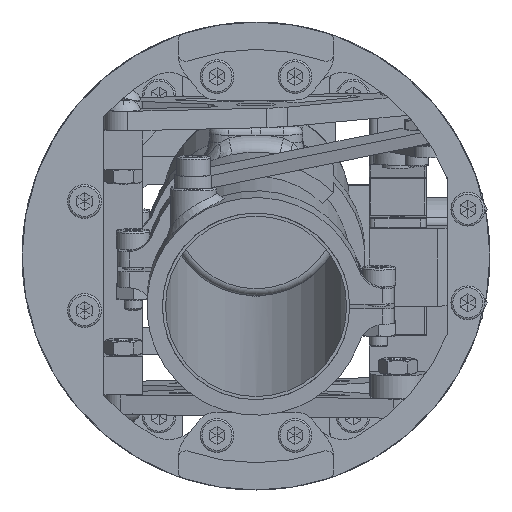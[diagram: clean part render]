
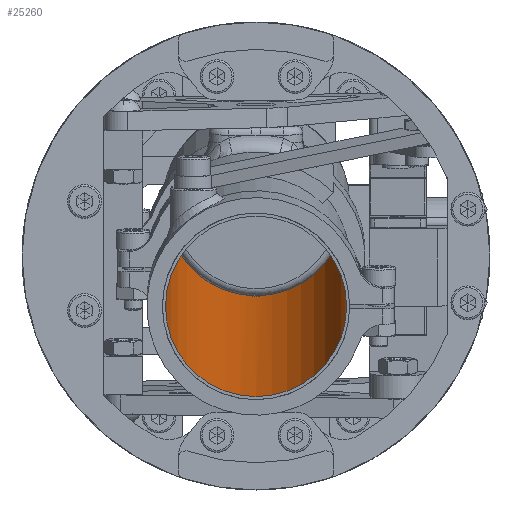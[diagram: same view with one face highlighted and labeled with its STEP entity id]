
A CAD part, front view. The second image highlights one B-rep face of the part: STEP entity #25260.
In plain terms, the highlighted cylindrical face has radius 14.75 mm (diameter 29.5 mm), a full revolution.
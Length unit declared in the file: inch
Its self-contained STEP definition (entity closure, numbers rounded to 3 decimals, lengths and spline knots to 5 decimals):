
#570=B_SPLINE_CURVE_WITH_KNOTS('',3,(#37554,#37555,#37556,#37557,#37558,
#37559,#37560,#37561,#37562,#37563,#37564,#37565,#37566,#37567,#37568,#37569,
#37570,#37571,#37572,#37573,#37574,#37575,#37576,#37577,#37578,#37579,#37580,
#37581,#37582,#37583,#37584,#37585,#37586,#37587,#37588,#37589),
 .UNSPECIFIED.,.T.,.F.,(4,2,2,2,2,2,2,2,2,2,2,2,2,2,2,2,2,4),(0.,0.06721,
0.13236,0.19999,0.26522,0.33242,
0.39772,0.46537,0.53077,0.59853,
0.66392,0.7322,0.79768,0.86524,
0.93069,0.99873,1.03608,1.07238),
 .UNSPECIFIED.);
#572=B_SPLINE_CURVE_WITH_KNOTS('',3,(#37697,#37698,#37699,#37700,#37701,
#37702,#37703,#37704,#37705,#37706,#37707,#37708,#37709,#37710,#37711,#37712,
#37713,#37714,#37715,#37716,#37717,#37718,#37719,#37720,#37721,#37722,#37723,
#37724,#37725,#37726,#37727,#37728,#37729,#37730,#37731,#37732),
 .UNSPECIFIED.,.T.,.F.,(4,2,2,2,2,2,2,2,2,2,2,2,2,2,2,2,2,4),(0.,0.06721,
0.13236,0.19999,0.26522,0.33242,
0.39772,0.46537,0.53077,0.59853,
0.66392,0.7322,0.79768,0.86524,0.93069,
0.99873,1.03608,1.07238),.UNSPECIFIED.);
#1227=FACE_BOUND('',#3816,.T.);
#1228=FACE_BOUND('',#3817,.T.);
#2355=FACE_OUTER_BOUND('',#3815,.T.);
#3815=EDGE_LOOP('',(#17392,#17393,#17394,#17395));
#3816=EDGE_LOOP('',(#17396));
#3817=EDGE_LOOP('',(#17397));
#5595=LINE('',#37778,#7839);
#7839=VECTOR('',#29947,0.58071);
#10022=CIRCLE('',#27174,0.58071);
#10023=CIRCLE('',#27176,0.58071);
#11104=VERTEX_POINT('',#37553);
#11106=VERTEX_POINT('',#37696);
#11109=VERTEX_POINT('',#37774);
#11110=VERTEX_POINT('',#37777);
#13558=EDGE_CURVE('',#11104,#11104,#570,.T.);
#13561=EDGE_CURVE('',#11106,#11106,#572,.T.);
#13565=EDGE_CURVE('',#11109,#11109,#10022,.T.);
#13566=EDGE_CURVE('',#11109,#11110,#5595,.T.);
#13567=EDGE_CURVE('',#11110,#11110,#10023,.T.);
#17392=ORIENTED_EDGE('',*,*,#13565,.F.);
#17393=ORIENTED_EDGE('',*,*,#13566,.T.);
#17394=ORIENTED_EDGE('',*,*,#13567,.T.);
#17395=ORIENTED_EDGE('',*,*,#13566,.F.);
#17396=ORIENTED_EDGE('',*,*,#13561,.T.);
#17397=ORIENTED_EDGE('',*,*,#13558,.T.);
#24700=CYLINDRICAL_SURFACE('',#27175,0.58071);
#25260=ADVANCED_FACE('',(#2355,#1227,#1228),#24700,.F.);
#27174=AXIS2_PLACEMENT_3D('',#37775,#29943,#29944);
#27175=AXIS2_PLACEMENT_3D('',#37776,#29945,#29946);
#27176=AXIS2_PLACEMENT_3D('',#37779,#29948,#29949);
#29943=DIRECTION('center_axis',(0.,-1.,0.));
#29944=DIRECTION('ref_axis',(1.,0.,0.));
#29945=DIRECTION('center_axis',(0.,1.,0.));
#29946=DIRECTION('ref_axis',(1.,0.,0.));
#29947=DIRECTION('',(0.,-1.,0.));
#29948=DIRECTION('center_axis',(0.,-1.,0.));
#29949=DIRECTION('ref_axis',(1.,0.,0.));
#37553=CARTESIAN_POINT('',(0.06693,7.45,-0.57684));
#37554=CARTESIAN_POINT('Ctrl Pts',(0.06693,7.45,-0.57684));
#37555=CARTESIAN_POINT('Ctrl Pts',(0.06693,7.44118,
-0.57684));
#37556=CARTESIAN_POINT('Ctrl Pts',(0.06519,7.43245,
-0.57705));
#37557=CARTESIAN_POINT('Ctrl Pts',(0.05853,7.41643,
-0.57776));
#37558=CARTESIAN_POINT('Ctrl Pts',(0.05377,7.40924,
-0.57825));
#37559=CARTESIAN_POINT('Ctrl Pts',(0.04159,7.39682,
-0.57925));
#37560=CARTESIAN_POINT('Ctrl Pts',(0.03419,7.39179,
-0.57976));
#37561=CARTESIAN_POINT('Ctrl Pts',(0.01815,7.38501,
-0.58048));
#37562=CARTESIAN_POINT('Ctrl Pts',(0.0097,7.38323,
-0.58069));
#37563=CARTESIAN_POINT('Ctrl Pts',(-0.00768,7.38293,
-0.58072));
#37564=CARTESIAN_POINT('Ctrl Pts',(-0.01643,7.38452,
-0.58053));
#37565=CARTESIAN_POINT('Ctrl Pts',(-0.03259,7.39092,
-0.57985));
#37566=CARTESIAN_POINT('Ctrl Pts',(-0.03987,7.39556,
-0.57937));
#37567=CARTESIAN_POINT('Ctrl Pts',(-0.0525,7.40755,
-0.57837));
#37568=CARTESIAN_POINT('Ctrl Pts',(-0.05765,7.41487,
-0.57785));
#37569=CARTESIAN_POINT('Ctrl Pts',(-0.0647,7.43083,
-0.5771));
#37570=CARTESIAN_POINT('Ctrl Pts',(-0.06662,7.43927,
-0.57687));
#37571=CARTESIAN_POINT('Ctrl Pts',(-0.06718,7.45673,
-0.57681));
#37572=CARTESIAN_POINT('Ctrl Pts',(-0.06569,7.46558,
-0.57699));
#37573=CARTESIAN_POINT('Ctrl Pts',(-0.05946,7.48189,
-0.57766));
#37574=CARTESIAN_POINT('Ctrl Pts',(-0.05489,7.48924,
-0.57814));
#37575=CARTESIAN_POINT('Ctrl Pts',(-0.04298,7.50208,
-0.57915));
#37576=CARTESIAN_POINT('Ctrl Pts',(-0.03565,7.50735,
-0.57967));
#37577=CARTESIAN_POINT('Ctrl Pts',(-0.01966,7.51455,
-0.58043));
#37578=CARTESIAN_POINT('Ctrl Pts',(-0.01122,7.51654,
-0.58066));
#37579=CARTESIAN_POINT('Ctrl Pts',(0.00622,7.51723,
-0.58074));
#37580=CARTESIAN_POINT('Ctrl Pts',(0.01506,7.51581,
-0.58057));
#37581=CARTESIAN_POINT('Ctrl Pts',(0.0314,7.50972,
-0.57991));
#37582=CARTESIAN_POINT('Ctrl Pts',(0.03879,7.50521,
-0.57945));
#37583=CARTESIAN_POINT('Ctrl Pts',(0.05171,7.49342,
-0.57844));
#37584=CARTESIAN_POINT('Ctrl Pts',(0.05703,7.48615,
-0.57791));
#37585=CARTESIAN_POINT('Ctrl Pts',(0.06282,7.47361,
-0.5773));
#37586=CARTESIAN_POINT('Ctrl Pts',(0.06438,7.46895,-0.57713));
#37587=CARTESIAN_POINT('Ctrl Pts',(0.06642,7.45951,
-0.5769));
#37588=CARTESIAN_POINT('Ctrl Pts',(0.06693,7.45476,-0.57684));
#37589=CARTESIAN_POINT('Ctrl Pts',(0.06693,7.45,-0.57684));
#37696=CARTESIAN_POINT('',(0.06693,7.45,0.57684));
#37697=CARTESIAN_POINT('Ctrl Pts',(0.06693,7.45,0.57684));
#37698=CARTESIAN_POINT('Ctrl Pts',(0.06693,7.45882,0.57684));
#37699=CARTESIAN_POINT('Ctrl Pts',(0.06519,7.46755,
0.57705));
#37700=CARTESIAN_POINT('Ctrl Pts',(0.05853,7.48357,
0.57776));
#37701=CARTESIAN_POINT('Ctrl Pts',(0.05377,7.49076,
0.57825));
#37702=CARTESIAN_POINT('Ctrl Pts',(0.04159,7.50318,
0.57925));
#37703=CARTESIAN_POINT('Ctrl Pts',(0.03419,7.50821,0.57976));
#37704=CARTESIAN_POINT('Ctrl Pts',(0.01815,7.51499,
0.58048));
#37705=CARTESIAN_POINT('Ctrl Pts',(0.0097,7.51677,
0.58069));
#37706=CARTESIAN_POINT('Ctrl Pts',(-0.00768,7.51707,
0.58072));
#37707=CARTESIAN_POINT('Ctrl Pts',(-0.01643,7.51548,
0.58053));
#37708=CARTESIAN_POINT('Ctrl Pts',(-0.03259,7.50908,
0.57985));
#37709=CARTESIAN_POINT('Ctrl Pts',(-0.03987,7.50444,
0.57937));
#37710=CARTESIAN_POINT('Ctrl Pts',(-0.0525,7.49245,
0.57837));
#37711=CARTESIAN_POINT('Ctrl Pts',(-0.05765,7.48513,
0.57785));
#37712=CARTESIAN_POINT('Ctrl Pts',(-0.0647,7.46917,
0.5771));
#37713=CARTESIAN_POINT('Ctrl Pts',(-0.06662,7.46073,
0.57687));
#37714=CARTESIAN_POINT('Ctrl Pts',(-0.06718,7.44327,
0.57681));
#37715=CARTESIAN_POINT('Ctrl Pts',(-0.06569,7.43442,
0.57699));
#37716=CARTESIAN_POINT('Ctrl Pts',(-0.05946,7.41811,
0.57766));
#37717=CARTESIAN_POINT('Ctrl Pts',(-0.05489,7.41076,
0.57814));
#37718=CARTESIAN_POINT('Ctrl Pts',(-0.04298,7.39792,
0.57915));
#37719=CARTESIAN_POINT('Ctrl Pts',(-0.03565,7.39265,
0.57967));
#37720=CARTESIAN_POINT('Ctrl Pts',(-0.01966,7.38545,
0.58043));
#37721=CARTESIAN_POINT('Ctrl Pts',(-0.01122,7.38346,
0.58066));
#37722=CARTESIAN_POINT('Ctrl Pts',(0.00622,7.38277,
0.58074));
#37723=CARTESIAN_POINT('Ctrl Pts',(0.01506,7.38419,
0.58057));
#37724=CARTESIAN_POINT('Ctrl Pts',(0.0314,7.39028,0.57991));
#37725=CARTESIAN_POINT('Ctrl Pts',(0.03879,7.39479,
0.57945));
#37726=CARTESIAN_POINT('Ctrl Pts',(0.05171,7.40658,0.57844));
#37727=CARTESIAN_POINT('Ctrl Pts',(0.05703,7.41385,
0.57791));
#37728=CARTESIAN_POINT('Ctrl Pts',(0.06282,7.42639,
0.5773));
#37729=CARTESIAN_POINT('Ctrl Pts',(0.06438,7.43105,
0.57713));
#37730=CARTESIAN_POINT('Ctrl Pts',(0.06642,7.44049,0.5769));
#37731=CARTESIAN_POINT('Ctrl Pts',(0.06693,7.44524,
0.57684));
#37732=CARTESIAN_POINT('Ctrl Pts',(0.06693,7.45,0.57684));
#37774=CARTESIAN_POINT('',(-0.58071,7.55,0.));
#37775=CARTESIAN_POINT('Origin',(0.,7.55,0.));
#37776=CARTESIAN_POINT('Origin',(0.,0.,0.));
#37777=CARTESIAN_POINT('',(-0.58071,0.,0.));
#37778=CARTESIAN_POINT('',(-0.58071,0.,0.));
#37779=CARTESIAN_POINT('Origin',(0.,0.,0.));
